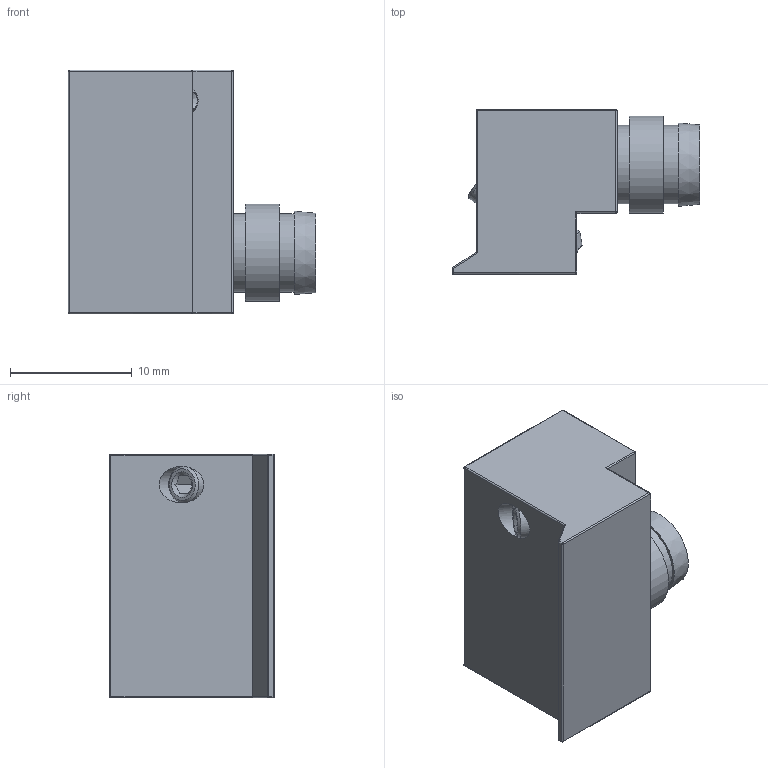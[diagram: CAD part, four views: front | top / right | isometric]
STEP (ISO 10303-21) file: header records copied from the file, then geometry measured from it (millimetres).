
FILE_DESCRIPTION((''),'2;1');
FILE_NAME('MZ150175.stp','2008-11-09T15:30:00',('Administrator'),(''),'Autodesk Inventor 11','Autodesk Inventor 11','');
FILE_SCHEMA(('AUTOMOTIVE_DESIGN { 1 0 10303 214 1 1 1 1 }'));
Length unit declared in the file: millimetre
Products named in the file (1): MZ150175
Bounding box: 20.35 x 13.5 x 20 mm (x, y, z)
Volume: 3081.6 mm3; surface area: 1862.1 mm2
Topology: 2 solids, 2 shells, 92 faces, 199 edges, 114 vertices
Faces by surface type: cylinder 35, plane 31, bspline 11, sphere 10, cone 5
Full cylindrical faces by diameter (mm): 1 x6, 5.7 x1, 6.46 x2, 8 x1
Entity records: 2476 total; most frequent: CARTESIAN_POINT 706, DIRECTION 386, ORIENTED_EDGE 304, AXIS2_PLACEMENT_3D 164, EDGE_CURVE 152, EDGE_LOOP 130, VERTEX_POINT 102, FACE_OUTER_BOUND 92
